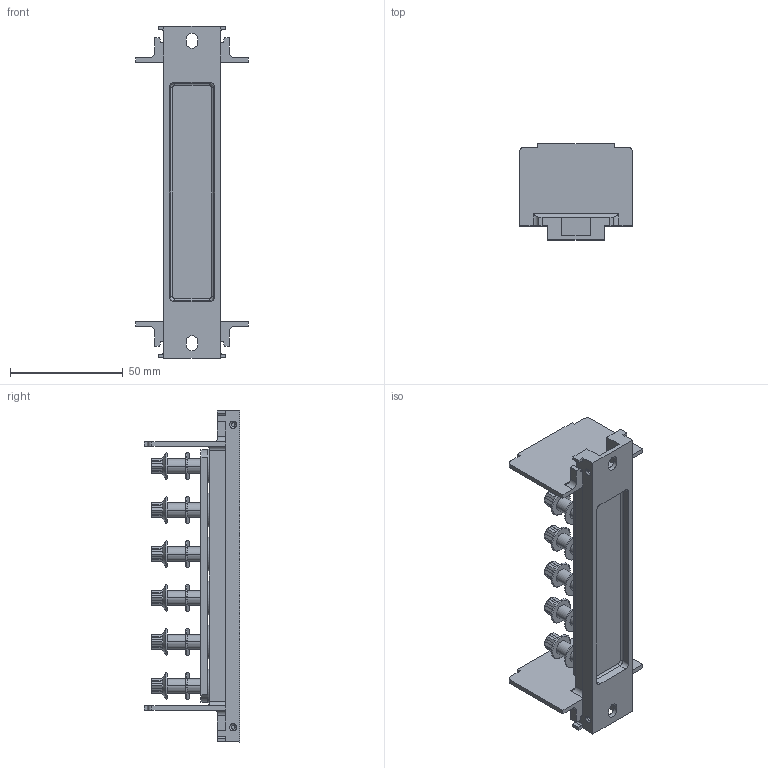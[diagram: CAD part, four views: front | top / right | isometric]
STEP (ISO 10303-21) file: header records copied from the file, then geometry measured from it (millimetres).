
FILE_DESCRIPTION((''),'2;1');
FILE_NAME('32409001004','2020-08-31T',('presta_be4'),(''),'CREO PARAMETRIC BY PTC INC, 2018360','CREO PARAMETRIC BY PTC INC, 2018360','');
FILE_SCHEMA(('CONFIG_CONTROL_DESIGN'));
Length unit declared in the file: millimetre
Products named in the file (1): 32409001004
Bounding box: 50 x 42.5 x 147.2 mm (x, y, z)
Volume: 50828.1 mm3; surface area: 29675.4 mm2
Topology: 8 solids, 8 shells, 529 faces, 1444 edges, 946 vertices
Faces by surface type: plane 259, cylinder 182, cone 72, torus 12, bspline 4
Entity records: 19918 total; most frequent: CARTESIAN_POINT 6987, ORIENTED_EDGE 2880, DIRECTION 2414, EDGE_CURVE 1440, VERTEX_POINT 946, AXIS2_PLACEMENT_3D 869, VECTOR 676, LINE 676
